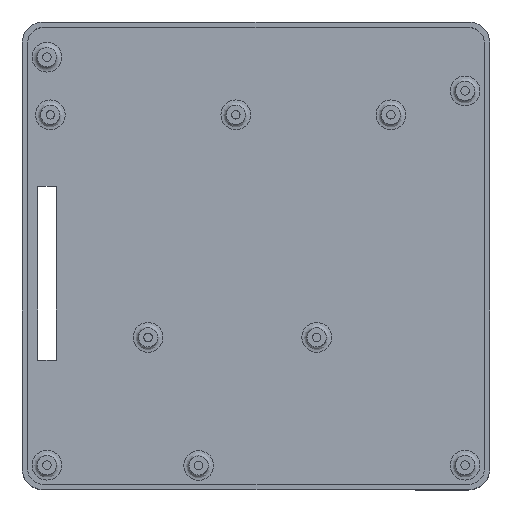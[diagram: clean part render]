
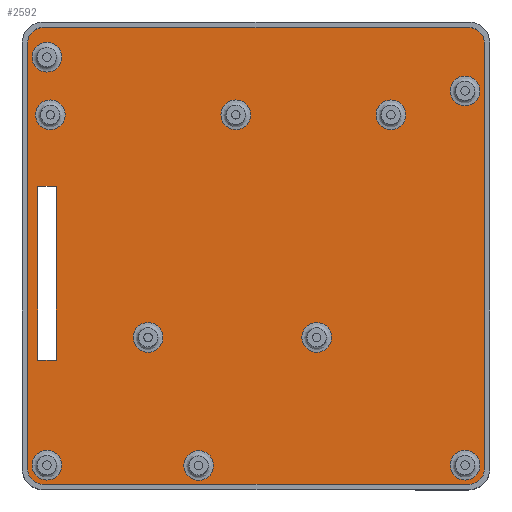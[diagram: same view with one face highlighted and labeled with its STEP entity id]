
A CAD part, top view. The second image highlights one B-rep face of the part: STEP entity #2592.
In plain terms, the highlighted planar face has unit normal (0, 0, 1).
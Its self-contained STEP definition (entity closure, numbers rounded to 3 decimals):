
#117=FACE_BOUND('',#498,.T.);
#118=FACE_BOUND('',#499,.T.);
#119=FACE_BOUND('',#500,.T.);
#120=FACE_BOUND('',#501,.T.);
#121=FACE_BOUND('',#502,.T.);
#122=FACE_BOUND('',#503,.T.);
#123=FACE_BOUND('',#504,.T.);
#124=FACE_BOUND('',#505,.T.);
#125=FACE_BOUND('',#506,.T.);
#126=FACE_BOUND('',#507,.T.);
#127=FACE_BOUND('',#508,.T.);
#187=PLANE('',#2859);
#316=FACE_OUTER_BOUND('',#497,.T.);
#497=EDGE_LOOP('',(#2190,#2191,#2192,#2193,#2194,#2195,#2196,#2197));
#498=EDGE_LOOP('',(#2198));
#499=EDGE_LOOP('',(#2199));
#500=EDGE_LOOP('',(#2200));
#501=EDGE_LOOP('',(#2201));
#502=EDGE_LOOP('',(#2202));
#503=EDGE_LOOP('',(#2203,#2204,#2205,#2206));
#504=EDGE_LOOP('',(#2207));
#505=EDGE_LOOP('',(#2208));
#506=EDGE_LOOP('',(#2209));
#507=EDGE_LOOP('',(#2210));
#508=EDGE_LOOP('',(#2211));
#724=LINE('',#4243,#923);
#728=LINE('',#4250,#927);
#729=LINE('',#4253,#928);
#733=LINE('',#4259,#932);
#752=LINE('',#4332,#951);
#753=LINE('',#4336,#952);
#754=LINE('',#4340,#953);
#755=LINE('',#4344,#954);
#923=VECTOR('',#3437,10.);
#927=VECTOR('',#3443,10.);
#928=VECTOR('',#3446,10.);
#932=VECTOR('',#3452,10.);
#951=VECTOR('',#3533,10.);
#952=VECTOR('',#3536,10.);
#953=VECTOR('',#3539,10.);
#954=VECTOR('',#3542,10.);
#1089=CIRCLE('',#2858,5.6);
#1090=CIRCLE('',#2860,6.08);
#1091=CIRCLE('',#2861,6.08);
#1092=CIRCLE('',#2862,6.08);
#1093=CIRCLE('',#2863,6.08);
#1094=CIRCLE('',#2864,5.6);
#1095=CIRCLE('',#2865,5.6);
#1096=CIRCLE('',#2866,5.6);
#1097=CIRCLE('',#2867,5.6);
#1098=CIRCLE('',#2868,5.6);
#1099=CIRCLE('',#2869,5.6);
#1100=CIRCLE('',#2870,5.6);
#1101=CIRCLE('',#2871,5.6);
#1102=CIRCLE('',#2872,5.6);
#1282=VERTEX_POINT('',#4240);
#1283=VERTEX_POINT('',#4242);
#1285=VERTEX_POINT('',#4248);
#1286=VERTEX_POINT('',#4252);
#1308=VERTEX_POINT('',#4326);
#1309=VERTEX_POINT('',#4330);
#1310=VERTEX_POINT('',#4331);
#1311=VERTEX_POINT('',#4333);
#1312=VERTEX_POINT('',#4335);
#1313=VERTEX_POINT('',#4337);
#1314=VERTEX_POINT('',#4339);
#1315=VERTEX_POINT('',#4341);
#1316=VERTEX_POINT('',#4343);
#1317=VERTEX_POINT('',#4346);
#1318=VERTEX_POINT('',#4348);
#1319=VERTEX_POINT('',#4350);
#1320=VERTEX_POINT('',#4352);
#1321=VERTEX_POINT('',#4354);
#1322=VERTEX_POINT('',#4356);
#1323=VERTEX_POINT('',#4358);
#1324=VERTEX_POINT('',#4360);
#1325=VERTEX_POINT('',#4362);
#1587=EDGE_CURVE('',#1283,#1282,#724,.T.);
#1591=EDGE_CURVE('',#1282,#1285,#728,.T.);
#1592=EDGE_CURVE('',#1286,#1283,#729,.T.);
#1596=EDGE_CURVE('',#1285,#1286,#733,.T.);
#1631=EDGE_CURVE('',#1308,#1308,#1089,.T.);
#1632=EDGE_CURVE('',#1309,#1310,#752,.T.);
#1633=EDGE_CURVE('',#1310,#1311,#1090,.T.);
#1634=EDGE_CURVE('',#1311,#1312,#753,.T.);
#1635=EDGE_CURVE('',#1312,#1313,#1091,.T.);
#1636=EDGE_CURVE('',#1313,#1314,#754,.T.);
#1637=EDGE_CURVE('',#1314,#1315,#1092,.T.);
#1638=EDGE_CURVE('',#1315,#1316,#755,.T.);
#1639=EDGE_CURVE('',#1316,#1309,#1093,.T.);
#1640=EDGE_CURVE('',#1317,#1317,#1094,.T.);
#1641=EDGE_CURVE('',#1318,#1318,#1095,.T.);
#1642=EDGE_CURVE('',#1319,#1319,#1096,.T.);
#1643=EDGE_CURVE('',#1320,#1320,#1097,.T.);
#1644=EDGE_CURVE('',#1321,#1321,#1098,.T.);
#1645=EDGE_CURVE('',#1322,#1322,#1099,.T.);
#1646=EDGE_CURVE('',#1323,#1323,#1100,.T.);
#1647=EDGE_CURVE('',#1324,#1324,#1101,.T.);
#1648=EDGE_CURVE('',#1325,#1325,#1102,.T.);
#2190=ORIENTED_EDGE('',*,*,#1632,.T.);
#2191=ORIENTED_EDGE('',*,*,#1633,.T.);
#2192=ORIENTED_EDGE('',*,*,#1634,.T.);
#2193=ORIENTED_EDGE('',*,*,#1635,.T.);
#2194=ORIENTED_EDGE('',*,*,#1636,.T.);
#2195=ORIENTED_EDGE('',*,*,#1637,.T.);
#2196=ORIENTED_EDGE('',*,*,#1638,.T.);
#2197=ORIENTED_EDGE('',*,*,#1639,.T.);
#2198=ORIENTED_EDGE('',*,*,#1640,.F.);
#2199=ORIENTED_EDGE('',*,*,#1641,.F.);
#2200=ORIENTED_EDGE('',*,*,#1642,.F.);
#2201=ORIENTED_EDGE('',*,*,#1643,.F.);
#2202=ORIENTED_EDGE('',*,*,#1644,.F.);
#2203=ORIENTED_EDGE('',*,*,#1587,.T.);
#2204=ORIENTED_EDGE('',*,*,#1591,.T.);
#2205=ORIENTED_EDGE('',*,*,#1596,.T.);
#2206=ORIENTED_EDGE('',*,*,#1592,.T.);
#2207=ORIENTED_EDGE('',*,*,#1645,.F.);
#2208=ORIENTED_EDGE('',*,*,#1646,.F.);
#2209=ORIENTED_EDGE('',*,*,#1647,.F.);
#2210=ORIENTED_EDGE('',*,*,#1648,.F.);
#2211=ORIENTED_EDGE('',*,*,#1631,.F.);
#2592=ADVANCED_FACE('',(#316,#117,#118,#119,#120,#121,#122,#123,#124,#125,
#126,#127),#187,.T.);
#2858=AXIS2_PLACEMENT_3D('',#4328,#3529,#3530);
#2859=AXIS2_PLACEMENT_3D('',#4329,#3531,#3532);
#2860=AXIS2_PLACEMENT_3D('',#4334,#3534,#3535);
#2861=AXIS2_PLACEMENT_3D('',#4338,#3537,#3538);
#2862=AXIS2_PLACEMENT_3D('',#4342,#3540,#3541);
#2863=AXIS2_PLACEMENT_3D('',#4345,#3543,#3544);
#2864=AXIS2_PLACEMENT_3D('',#4347,#3545,#3546);
#2865=AXIS2_PLACEMENT_3D('',#4349,#3547,#3548);
#2866=AXIS2_PLACEMENT_3D('',#4351,#3549,#3550);
#2867=AXIS2_PLACEMENT_3D('',#4353,#3551,#3552);
#2868=AXIS2_PLACEMENT_3D('',#4355,#3553,#3554);
#2869=AXIS2_PLACEMENT_3D('',#4357,#3555,#3556);
#2870=AXIS2_PLACEMENT_3D('',#4359,#3557,#3558);
#2871=AXIS2_PLACEMENT_3D('',#4361,#3559,#3560);
#2872=AXIS2_PLACEMENT_3D('',#4363,#3561,#3562);
#3437=DIRECTION('',(0.,-1.,0.));
#3443=DIRECTION('',(-1.,0.,0.));
#3446=DIRECTION('',(1.,0.,0.));
#3452=DIRECTION('',(0.,1.,0.));
#3529=DIRECTION('center_axis',(0.,0.,1.));
#3530=DIRECTION('ref_axis',(-1.,0.,0.));
#3531=DIRECTION('center_axis',(0.,0.,1.));
#3532=DIRECTION('ref_axis',(-1.,0.,0.));
#3533=DIRECTION('',(0.,1.,0.));
#3534=DIRECTION('center_axis',(0.,0.,1.));
#3535=DIRECTION('ref_axis',(1.,0.,0.));
#3536=DIRECTION('',(-1.,0.,0.));
#3537=DIRECTION('center_axis',(0.,0.,1.));
#3538=DIRECTION('ref_axis',(0.,1.,0.));
#3539=DIRECTION('',(0.,-1.,0.));
#3540=DIRECTION('center_axis',(0.,0.,1.));
#3541=DIRECTION('ref_axis',(-1.,0.,0.));
#3542=DIRECTION('',(1.,0.,0.));
#3543=DIRECTION('center_axis',(0.,0.,1.));
#3544=DIRECTION('ref_axis',(0.,-1.,0.));
#3545=DIRECTION('center_axis',(0.,0.,1.));
#3546=DIRECTION('ref_axis',(-1.,0.,0.));
#3547=DIRECTION('center_axis',(0.,0.,1.));
#3548=DIRECTION('ref_axis',(-1.,0.,0.));
#3549=DIRECTION('center_axis',(0.,0.,1.));
#3550=DIRECTION('ref_axis',(-1.,0.,0.));
#3551=DIRECTION('center_axis',(0.,0.,1.));
#3552=DIRECTION('ref_axis',(-1.,0.,0.));
#3553=DIRECTION('center_axis',(0.,0.,1.));
#3554=DIRECTION('ref_axis',(-1.,0.,0.));
#3555=DIRECTION('center_axis',(0.,0.,1.));
#3556=DIRECTION('ref_axis',(-1.,0.,0.));
#3557=DIRECTION('center_axis',(0.,0.,1.));
#3558=DIRECTION('ref_axis',(-1.,0.,0.));
#3559=DIRECTION('center_axis',(0.,0.,1.));
#3560=DIRECTION('ref_axis',(-1.,0.,0.));
#3561=DIRECTION('center_axis',(0.,0.,1.));
#3562=DIRECTION('ref_axis',(-1.,0.,0.));
#4240=CARTESIAN_POINT('',(-75.16,-39.229,-5.9));
#4242=CARTESIAN_POINT('',(-75.16,26.273,-5.9));
#4243=CARTESIAN_POINT('',(-75.16,13.137,-5.9));
#4248=CARTESIAN_POINT('',(-82.245,-39.229,-5.9));
#4250=CARTESIAN_POINT('',(-37.58,-39.229,-5.9));
#4252=CARTESIAN_POINT('',(-82.245,26.273,-5.9));
#4253=CARTESIAN_POINT('',(-41.123,26.273,-5.9));
#4259=CARTESIAN_POINT('',(-82.245,-19.615,-5.9));
#4326=CARTESIAN_POINT('',(-73.14,74.93,-5.9));
#4328=CARTESIAN_POINT('Origin',(-78.74,74.93,-5.9));
#4329=CARTESIAN_POINT('Origin',(0.,0.,
-5.9));
#4330=CARTESIAN_POINT('',(86.09,-80.01,-5.9));
#4331=CARTESIAN_POINT('',(86.09,80.01,-5.9));
#4332=CARTESIAN_POINT('',(86.09,40.005,-5.9));
#4333=CARTESIAN_POINT('',(80.01,86.09,-5.9));
#4334=CARTESIAN_POINT('Origin',(80.01,80.01,-5.9));
#4335=CARTESIAN_POINT('',(-80.01,86.09,-5.9));
#4336=CARTESIAN_POINT('',(-40.005,86.09,-5.9));
#4337=CARTESIAN_POINT('',(-86.09,80.01,-5.9));
#4338=CARTESIAN_POINT('Origin',(-80.01,80.01,-5.9));
#4339=CARTESIAN_POINT('',(-86.09,-80.01,-5.9));
#4340=CARTESIAN_POINT('',(-86.09,-40.005,-5.9));
#4341=CARTESIAN_POINT('',(-80.01,-86.09,-5.9));
#4342=CARTESIAN_POINT('Origin',(-80.01,-80.01,-5.9));
#4343=CARTESIAN_POINT('',(80.01,-86.09,-5.9));
#4344=CARTESIAN_POINT('',(40.005,-86.09,-5.9));
#4345=CARTESIAN_POINT('Origin',(80.01,-80.01,-5.9));
#4346=CARTESIAN_POINT('',(-73.14,-78.74,-5.9));
#4347=CARTESIAN_POINT('Origin',(-78.74,-78.74,-5.9));
#4348=CARTESIAN_POINT('',(-15.99,-78.867,-5.9));
#4349=CARTESIAN_POINT('Origin',(-21.59,-78.867,-5.9));
#4350=CARTESIAN_POINT('',(-35.04,-30.607,-5.9));
#4351=CARTESIAN_POINT('Origin',(-40.64,-30.607,-5.9));
#4352=CARTESIAN_POINT('',(28.46,-30.607,-5.9));
#4353=CARTESIAN_POINT('Origin',(22.86,-30.607,-5.9));
#4354=CARTESIAN_POINT('',(56.4,53.213,-5.9));
#4355=CARTESIAN_POINT('Origin',(50.8,53.213,-5.9));
#4356=CARTESIAN_POINT('',(84.34,62.23,-5.9));
#4357=CARTESIAN_POINT('Origin',(78.74,62.23,-5.9));
#4358=CARTESIAN_POINT('',(-2.02,53.213,-5.9));
#4359=CARTESIAN_POINT('Origin',(-7.62,53.213,-5.9));
#4360=CARTESIAN_POINT('',(84.34,-78.74,-5.9));
#4361=CARTESIAN_POINT('Origin',(78.74,-78.74,-5.9));
#4362=CARTESIAN_POINT('',(-71.87,53.213,-5.9));
#4363=CARTESIAN_POINT('Origin',(-77.47,53.213,-5.9));
